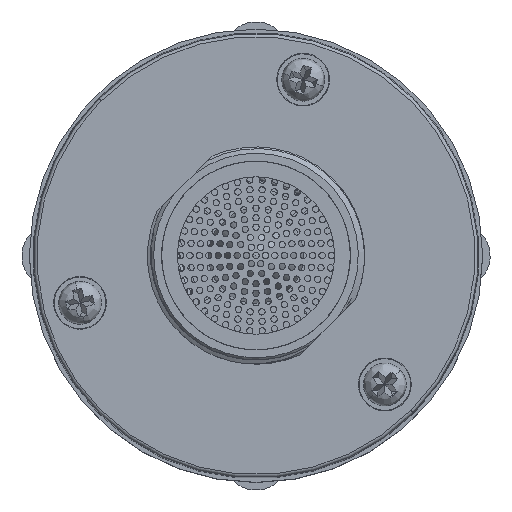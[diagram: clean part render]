
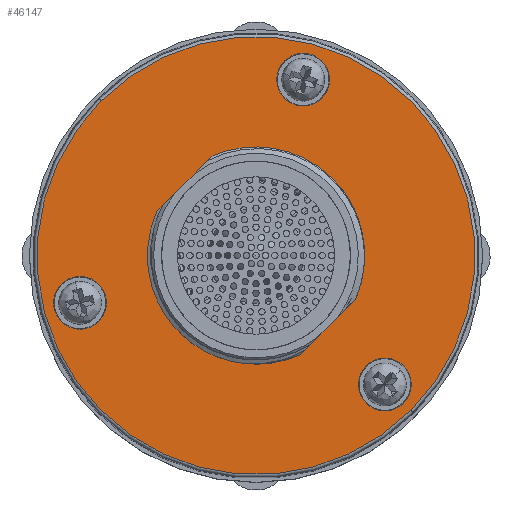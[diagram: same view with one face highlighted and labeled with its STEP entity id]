
A CAD part, top view. The second image highlights one B-rep face of the part: STEP entity #46147.
In plain terms, the highlighted planar face has unit normal (0, 0, 1).
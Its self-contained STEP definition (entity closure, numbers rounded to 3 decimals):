
#211 = DIRECTION ( 'NONE',  ( 0., 0., 1. ) ) ;
#436 = PLANE ( 'NONE',  #14493 ) ;
#634 = ORIENTED_EDGE ( 'NONE', *, *, #6778, .T. ) ;
#1567 = VERTEX_POINT ( 'NONE', #58050 ) ;
#3283 = VERTEX_POINT ( 'NONE', #47529 ) ;
#3467 = ORIENTED_EDGE ( 'NONE', *, *, #12193, .F. ) ;
#4796 = ORIENTED_EDGE ( 'NONE', *, *, #16149, .F. ) ;
#5324 = AXIS2_PLACEMENT_3D ( 'NONE', #67205, #211, #20993 ) ;
#5617 = AXIS2_PLACEMENT_3D ( 'NONE', #28732, #23658, #12452 ) ;
#6504 = CIRCLE ( 'NONE', #22798, 4.195 ) ;
#6569 = CIRCLE ( 'NONE', #30449, 4.195 ) ;
#6778 = EDGE_CURVE ( 'NONE', #28618, #41714, #41857, .T. ) ;
#6953 = EDGE_LOOP ( 'NONE', ( #3467, #24751 ) ) ;
#8179 = AXIS2_PLACEMENT_3D ( 'NONE', #27288, #32405, #21211 ) ;
#8728 = FACE_BOUND ( 'NONE', #23056, .T. ) ;
#11050 = CIRCLE ( 'NONE', #5617, 15.9 ) ;
#12193 = EDGE_CURVE ( 'NONE', #44984, #3283, #30117, .T. ) ;
#12452 = DIRECTION ( 'NONE',  ( -0.707, 0.707, 0. ) ) ;
#14493 = AXIS2_PLACEMENT_3D ( 'NONE', #21208, #20875, #65815 ) ;
#14672 = DIRECTION ( 'NONE',  ( 0., 0., 1. ) ) ;
#15210 = EDGE_LOOP ( 'NONE', ( #30199, #29074 ) ) ;
#15835 = CIRCLE ( 'NONE', #62521, 4.195 ) ;
#16149 = EDGE_CURVE ( 'NONE', #1567, #26306, #51185, .T. ) ;
#17594 = CARTESIAN_POINT ( 'NONE',  ( -24.991, -10.457, 26.2 ) ) ;
#18703 = DIRECTION ( 'NONE',  ( 0.707, -0.707, 0. ) ) ;
#19759 = CARTESIAN_POINT ( 'NONE',  ( 7.491, 27.957, 26.2 ) ) ;
#20071 = DIRECTION ( 'NONE',  ( 0.707, -0.707, 0. ) ) ;
#20497 = VERTEX_POINT ( 'NONE', #66550 ) ;
#20555 = ORIENTED_EDGE ( 'NONE', *, *, #42057, .T. ) ;
#20684 = DIRECTION ( 'NONE',  ( -0.707, 0.707, 0. ) ) ;
#20875 = DIRECTION ( 'NONE',  ( 0., 0., 1. ) ) ;
#20993 = DIRECTION ( 'NONE',  ( 0.707, -0.707, 0. ) ) ;
#21208 = CARTESIAN_POINT ( 'NONE',  ( -9.691, 36.168, 26.2 ) ) ;
#21211 = DIRECTION ( 'NONE',  ( -0.707, 0.707, 0. ) ) ;
#22515 = ORIENTED_EDGE ( 'NONE', *, *, #30437, .F. ) ;
#22798 = AXIS2_PLACEMENT_3D ( 'NONE', #48548, #43091, #27114 ) ;
#23056 = EDGE_LOOP ( 'NONE', ( #22515, #4796 ) ) ;
#23302 = CARTESIAN_POINT ( 'NONE',  ( 23.432, -23.432, 26.2 ) ) ;
#23658 = DIRECTION ( 'NONE',  ( 0., 0., 1. ) ) ;
#24376 = ORIENTED_EDGE ( 'NONE', *, *, #52891, .F. ) ;
#24700 = AXIS2_PLACEMENT_3D ( 'NONE', #36639, #36986, #20684 ) ;
#24751 = ORIENTED_EDGE ( 'NONE', *, *, #25244, .F. ) ;
#25087 = AXIS2_PLACEMENT_3D ( 'NONE', #58634, #58956, #18703 ) ;
#25244 = EDGE_CURVE ( 'NONE', #3283, #44984, #11050, .T. ) ;
#25963 = FACE_OUTER_BOUND ( 'NONE', #42239, .T. ) ;
#26306 = VERTEX_POINT ( 'NONE', #23302 ) ;
#27114 = DIRECTION ( 'NONE',  ( 0.707, -0.707, 0. ) ) ;
#27258 = EDGE_LOOP ( 'NONE', ( #24376, #52944 ) ) ;
#27288 = CARTESIAN_POINT ( 'NONE',  ( 0., 0., 26.2 ) ) ;
#28618 = VERTEX_POINT ( 'NONE', #40235 ) ;
#28732 = CARTESIAN_POINT ( 'NONE',  ( 0., 0., 26.2 ) ) ;
#28862 = CARTESIAN_POINT ( 'NONE',  ( 20.466, -20.466, 26.2 ) ) ;
#29074 = ORIENTED_EDGE ( 'NONE', *, *, #35652, .F. ) ;
#30117 = CIRCLE ( 'NONE', #24700, 15.9 ) ;
#30199 = ORIENTED_EDGE ( 'NONE', *, *, #65328, .F. ) ;
#30251 = CARTESIAN_POINT ( 'NONE',  ( -27.957, -7.491, 26.2 ) ) ;
#30437 = EDGE_CURVE ( 'NONE', #26306, #1567, #15835, .T. ) ;
#30449 = AXIS2_PLACEMENT_3D ( 'NONE', #19759, #14672, #39500 ) ;
#30589 = VERTEX_POINT ( 'NONE', #17594 ) ;
#31265 = CARTESIAN_POINT ( 'NONE',  ( 11.243, -11.243, 26.2 ) ) ;
#31815 = AXIS2_PLACEMENT_3D ( 'NONE', #30251, #41135, #20071 ) ;
#32405 = DIRECTION ( 'NONE',  ( 0., 0., 1. ) ) ;
#35652 = EDGE_CURVE ( 'NONE', #55906, #42642, #6569, .T. ) ;
#35824 = FACE_BOUND ( 'NONE', #15210, .T. ) ;
#36249 = CARTESIAN_POINT ( 'NONE',  ( 4.525, 30.923, 26.2 ) ) ;
#36639 = CARTESIAN_POINT ( 'NONE',  ( 0., 0., 26.2 ) ) ;
#36986 = DIRECTION ( 'NONE',  ( 0., 0., 1. ) ) ;
#37653 = DIRECTION ( 'NONE',  ( -0.707, 0.707, 0. ) ) ;
#39500 = DIRECTION ( 'NONE',  ( 0.707, -0.707, 0. ) ) ;
#40235 = CARTESIAN_POINT ( 'NONE',  ( 24.596, -24.596, 26.2 ) ) ;
#41135 = DIRECTION ( 'NONE',  ( 0., 0., 1. ) ) ;
#41400 = DIRECTION ( 'NONE',  ( 0., 0., 1. ) ) ;
#41714 = VERTEX_POINT ( 'NONE', #59419 ) ;
#41857 = CIRCLE ( 'NONE', #8179, 34.785 ) ;
#42057 = EDGE_CURVE ( 'NONE', #41714, #28618, #50989, .T. ) ;
#42239 = EDGE_LOOP ( 'NONE', ( #634, #20555 ) ) ;
#42270 = AXIS2_PLACEMENT_3D ( 'NONE', #53323, #41400, #37653 ) ;
#42642 = VERTEX_POINT ( 'NONE', #50223 ) ;
#43091 = DIRECTION ( 'NONE',  ( 0., 0., 1. ) ) ;
#44141 = DIRECTION ( 'NONE',  ( 0., 0., 1. ) ) ;
#44984 = VERTEX_POINT ( 'NONE', #31265 ) ;
#46147 = ADVANCED_FACE ( 'NONE', ( #8728, #25963, #67082, #35824, #50228 ), #436, .T. ) ;
#47529 = CARTESIAN_POINT ( 'NONE',  ( -11.243, 11.243, 26.2 ) ) ;
#48548 = CARTESIAN_POINT ( 'NONE',  ( 7.491, 27.957, 26.2 ) ) ;
#50223 = CARTESIAN_POINT ( 'NONE',  ( 10.457, 24.991, 26.2 ) ) ;
#50228 = FACE_BOUND ( 'NONE', #6953, .T. ) ;
#50989 = CIRCLE ( 'NONE', #42270, 34.785 ) ;
#51185 = CIRCLE ( 'NONE', #25087, 4.195 ) ;
#52891 = EDGE_CURVE ( 'NONE', #30589, #20497, #58558, .T. ) ;
#52944 = ORIENTED_EDGE ( 'NONE', *, *, #57210, .F. ) ;
#53323 = CARTESIAN_POINT ( 'NONE',  ( 0., 0., 26.2 ) ) ;
#53557 = CIRCLE ( 'NONE', #31815, 4.195 ) ;
#55906 = VERTEX_POINT ( 'NONE', #36249 ) ;
#57210 = EDGE_CURVE ( 'NONE', #20497, #30589, #53557, .T. ) ;
#58050 = CARTESIAN_POINT ( 'NONE',  ( 17.5, -17.5, 26.2 ) ) ;
#58558 = CIRCLE ( 'NONE', #5324, 4.195 ) ;
#58634 = CARTESIAN_POINT ( 'NONE',  ( 20.466, -20.466, 26.2 ) ) ;
#58956 = DIRECTION ( 'NONE',  ( 0., 0., 1. ) ) ;
#59419 = CARTESIAN_POINT ( 'NONE',  ( -24.596, 24.596, 26.2 ) ) ;
#59516 = DIRECTION ( 'NONE',  ( 0.707, -0.707, 0. ) ) ;
#62521 = AXIS2_PLACEMENT_3D ( 'NONE', #28862, #44141, #59516 ) ;
#65328 = EDGE_CURVE ( 'NONE', #42642, #55906, #6504, .T. ) ;
#65815 = DIRECTION ( 'NONE',  ( -0.259, 0.966, 0. ) ) ;
#66550 = CARTESIAN_POINT ( 'NONE',  ( -30.923, -4.525, 26.2 ) ) ;
#67082 = FACE_BOUND ( 'NONE', #27258, .T. ) ;
#67205 = CARTESIAN_POINT ( 'NONE',  ( -27.957, -7.491, 26.2 ) ) ;
